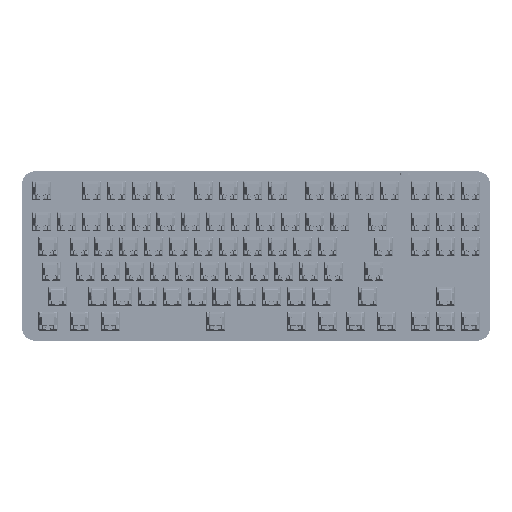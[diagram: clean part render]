
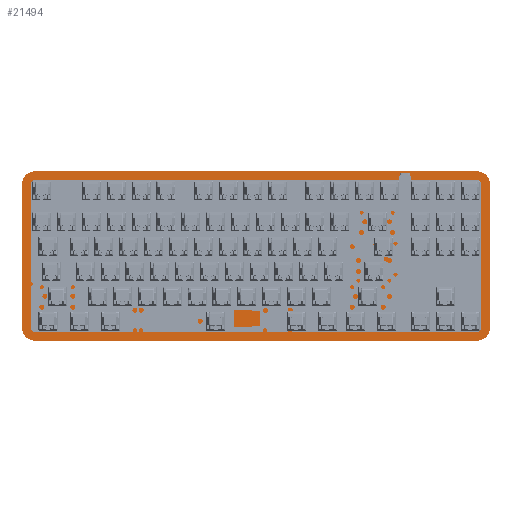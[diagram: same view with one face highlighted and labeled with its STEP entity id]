
A CAD part, top view. The second image highlights one B-rep face of the part: STEP entity #21494.
In plain terms, the highlighted planar face has unit normal (0, 0, 1).
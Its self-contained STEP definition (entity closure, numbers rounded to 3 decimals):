
#2249 = DIRECTION ( 'NONE',  ( 1., 0., 0. ) ) ;
#2710 = CARTESIAN_POINT ( 'NONE',  ( -179.5, 65., 3. ) ) ;
#3113 = ORIENTED_EDGE ( 'NONE', *, *, #19302, .T. ) ;
#3127 = CIRCLE ( 'NONE', #18710, 10. ) ;
#3266 = DIRECTION ( 'NONE',  ( 0., 1., 0. ) ) ;
#3666 = CARTESIAN_POINT ( 'NONE',  ( -179.5, -65., 3. ) ) ;
#3746 = LINE ( 'NONE', #3666, #27299 ) ;
#5828 = ORIENTED_EDGE ( 'NONE', *, *, #27781, .T. ) ;
#6247 = CARTESIAN_POINT ( 'NONE',  ( 169.5, -55., 3. ) ) ;
#8495 = ORIENTED_EDGE ( 'NONE', *, *, #34028, .T. ) ;
#9343 = DIRECTION ( 'NONE',  ( 1., 0., 0. ) ) ;
#9435 = PLANE ( 'NONE',  #25374 ) ;
#9986 = EDGE_CURVE ( 'NONE', #18222, #34585, #20981, .T. ) ;
#10426 = VERTEX_POINT ( 'NONE', #16722 ) ;
#12506 = VERTEX_POINT ( 'NONE', #26719 ) ;
#12511 = CARTESIAN_POINT ( 'NONE',  ( 0., 0., 3. ) ) ;
#12870 = CARTESIAN_POINT ( 'NONE',  ( 169.5, 65., 3. ) ) ;
#13527 = DIRECTION ( 'NONE',  ( 0., 0., 1. ) ) ;
#15023 = AXIS2_PLACEMENT_3D ( 'NONE', #18284, #39712, #21374 ) ;
#15813 = LINE ( 'NONE', #16751, #23019 ) ;
#16722 = CARTESIAN_POINT ( 'NONE',  ( 179.5, -55., 3. ) ) ;
#16751 = CARTESIAN_POINT ( 'NONE',  ( -179.5, 65., 3. ) ) ;
#16897 = VERTEX_POINT ( 'NONE', #39407 ) ;
#17005 = ORIENTED_EDGE ( 'NONE', *, *, #27280, .T. ) ;
#17593 = EDGE_CURVE ( 'NONE', #10426, #33991, #35800, .T. ) ;
#18222 = VERTEX_POINT ( 'NONE', #34075 ) ;
#18240 = ORIENTED_EDGE ( 'NONE', *, *, #34061, .T. ) ;
#18284 = CARTESIAN_POINT ( 'NONE',  ( 169.5, 55., 3. ) ) ;
#18710 = AXIS2_PLACEMENT_3D ( 'NONE', #6247, #27786, #9343 ) ;
#18760 = DIRECTION ( 'NONE',  ( 1., 0., 0. ) ) ;
#19062 = LINE ( 'NONE', #2710, #34363 ) ;
#19302 = EDGE_CURVE ( 'NONE', #12506, #37154, #37340, .T. ) ;
#19851 = DIRECTION ( 'NONE',  ( 0., -1., 0. ) ) ;
#20670 = DIRECTION ( 'NONE',  ( 0., 0., 1. ) ) ;
#20893 = EDGE_CURVE ( 'NONE', #16897, #10426, #3127, .T. ) ;
#20981 = CIRCLE ( 'NONE', #22052, 10. ) ;
#21374 = DIRECTION ( 'NONE',  ( 1., 0., 0. ) ) ;
#21494 = ADVANCED_FACE ( 'NONE', ( #34260 ), #9435, .T. ) ;
#22052 = AXIS2_PLACEMENT_3D ( 'NONE', #38997, #20670, #2249 ) ;
#23019 = VECTOR ( 'NONE', #19851, 1000. ) ;
#25374 = AXIS2_PLACEMENT_3D ( 'NONE', #12511, #37076, #18760 ) ;
#26218 = CIRCLE ( 'NONE', #15023, 10. ) ;
#26258 = CARTESIAN_POINT ( 'NONE',  ( -179.5, 55., 3. ) ) ;
#26719 = CARTESIAN_POINT ( 'NONE',  ( -169.5, 65., 3. ) ) ;
#27280 = EDGE_CURVE ( 'NONE', #37154, #18222, #15813, .T. ) ;
#27299 = VECTOR ( 'NONE', #28252, 1000. ) ;
#27639 = VECTOR ( 'NONE', #3266, 1000. ) ;
#27781 = EDGE_CURVE ( 'NONE', #34585, #16897, #3746, .T. ) ;
#27786 = DIRECTION ( 'NONE',  ( 0., 0., 1. ) ) ;
#28006 = CARTESIAN_POINT ( 'NONE',  ( -169.5, -65., 3. ) ) ;
#28252 = DIRECTION ( 'NONE',  ( 1., 0., 0. ) ) ;
#28406 = VERTEX_POINT ( 'NONE', #12870 ) ;
#29858 = ORIENTED_EDGE ( 'NONE', *, *, #17593, .T. ) ;
#30321 = DIRECTION ( 'NONE',  ( -1., 0., 0. ) ) ;
#30335 = ORIENTED_EDGE ( 'NONE', *, *, #20893, .T. ) ;
#31923 = CARTESIAN_POINT ( 'NONE',  ( -169.5, 55., 3. ) ) ;
#32433 = EDGE_LOOP ( 'NONE', ( #8495, #3113, #17005, #36649, #5828, #30335, #29858, #18240 ) ) ;
#33991 = VERTEX_POINT ( 'NONE', #39191 ) ;
#34028 = EDGE_CURVE ( 'NONE', #28406, #12506, #19062, .T. ) ;
#34061 = EDGE_CURVE ( 'NONE', #33991, #28406, #26218, .T. ) ;
#34075 = CARTESIAN_POINT ( 'NONE',  ( -179.5, -55., 3. ) ) ;
#34260 = FACE_OUTER_BOUND ( 'NONE', #32433, .T. ) ;
#34363 = VECTOR ( 'NONE', #30321, 1000. ) ;
#34585 = VERTEX_POINT ( 'NONE', #28006 ) ;
#35001 = DIRECTION ( 'NONE',  ( 1., 0., 0. ) ) ;
#35800 = LINE ( 'NONE', #36926, #27639 ) ;
#36649 = ORIENTED_EDGE ( 'NONE', *, *, #9986, .T. ) ;
#36926 = CARTESIAN_POINT ( 'NONE',  ( 179.5, 65., 3. ) ) ;
#37076 = DIRECTION ( 'NONE',  ( 0., 0., 1. ) ) ;
#37154 = VERTEX_POINT ( 'NONE', #26258 ) ;
#37340 = CIRCLE ( 'NONE', #38402, 10. ) ;
#38402 = AXIS2_PLACEMENT_3D ( 'NONE', #31923, #13527, #35001 ) ;
#38997 = CARTESIAN_POINT ( 'NONE',  ( -169.5, -55., 3. ) ) ;
#39191 = CARTESIAN_POINT ( 'NONE',  ( 179.5, 55., 3. ) ) ;
#39407 = CARTESIAN_POINT ( 'NONE',  ( 169.5, -65., 3. ) ) ;
#39712 = DIRECTION ( 'NONE',  ( 0., 0., 1. ) ) ;
